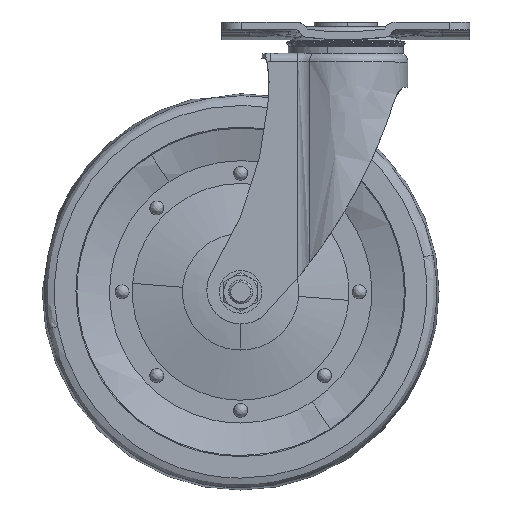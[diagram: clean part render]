
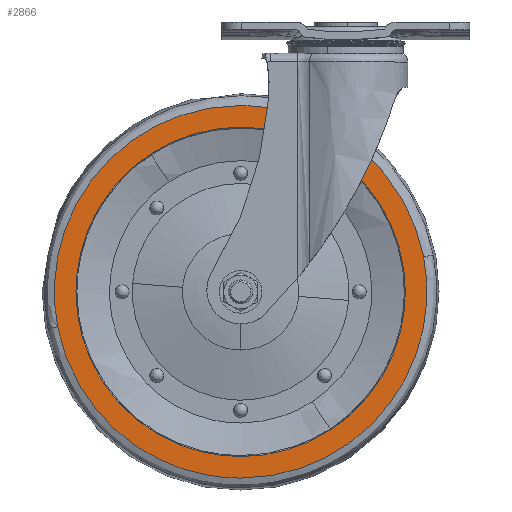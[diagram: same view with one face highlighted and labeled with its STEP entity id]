
A CAD part, front view. The second image highlights one B-rep face of the part: STEP entity #2866.
In plain terms, the highlighted free-form (B-spline) face has degree [1, 1] with [2, 2] control points.
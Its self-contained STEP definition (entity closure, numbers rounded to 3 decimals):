
#2141=CARTESIAN_POINT('',(30.,-16.0,-135.729));
#2142=VERTEX_POINT('',#2141);
#2156=CARTESIAN_POINT('',(-53.0,-16.0,-52.729));
#2157=VERTEX_POINT('',#2156);
#2158=CARTESIAN_POINT('',(30.,-16.0,-135.729));
#2159=CARTESIAN_POINT('',(30.,-16.,-52.729));
#2160=CARTESIAN_POINT('',(-53.0,-16.0,-52.729));
#2168=(BOUNDED_CURVE()B_SPLINE_CURVE(2,(#2158,#2159,#2160),.UNSPECIFIED.,.F.,.U.)B_SPLINE_CURVE_WITH_KNOTS((3,3),(0.25,0.5),.UNSPECIFIED.)CURVE()GEOMETRIC_REPRESENTATION_ITEM()RATIONAL_B_SPLINE_CURVE((1.0,0.707,1.0))REPRESENTATION_ITEM(''));
#2169=EDGE_CURVE('',#2142,#2157,#2168,.T.);
#2171=CARTESIAN_POINT('',(-136.,-16.0,-135.729));
#2172=VERTEX_POINT('',#2171);
#2173=CARTESIAN_POINT('',(-53.0,-16.0,-52.729));
#2174=CARTESIAN_POINT('',(-136.,-16.,-52.729));
#2175=CARTESIAN_POINT('',(-136.,-16.,-135.729));
#2183=(BOUNDED_CURVE()B_SPLINE_CURVE(2,(#2173,#2174,#2175),.UNSPECIFIED.,.F.,.U.)B_SPLINE_CURVE_WITH_KNOTS((3,3),(0.5,0.75),.UNSPECIFIED.)CURVE()GEOMETRIC_REPRESENTATION_ITEM()RATIONAL_B_SPLINE_CURVE((1.0,0.707,1.0))REPRESENTATION_ITEM(''));
#2184=EDGE_CURVE('',#2157,#2172,#2183,.T.);
#2237=CARTESIAN_POINT('',(-53.0,-16.0,-218.729));
#2238=VERTEX_POINT('',#2237);
#2239=CARTESIAN_POINT('',(-136.,-16.,-135.729));
#2240=CARTESIAN_POINT('',(-136.,-16.,-218.729));
#2241=CARTESIAN_POINT('',(-53.0,-16.0,-218.729));
#2249=(BOUNDED_CURVE()B_SPLINE_CURVE(2,(#2239,#2240,#2241),.UNSPECIFIED.,.F.,.U.)B_SPLINE_CURVE_WITH_KNOTS((3,3),(0.75,1.0),.UNSPECIFIED.)CURVE()GEOMETRIC_REPRESENTATION_ITEM()RATIONAL_B_SPLINE_CURVE((1.,0.707,1.0))REPRESENTATION_ITEM(''));
#2250=EDGE_CURVE('',#2172,#2238,#2249,.T.);
#2252=CARTESIAN_POINT('',(-53.0,-16.0,-218.729));
#2253=CARTESIAN_POINT('',(30.,-16.,-218.729));
#2254=CARTESIAN_POINT('',(30.,-16.,-135.729));
#2262=(BOUNDED_CURVE()B_SPLINE_CURVE(2,(#2252,#2253,#2254),.UNSPECIFIED.,.F.,.U.)B_SPLINE_CURVE_WITH_KNOTS((3,3),(0.0,0.25),.UNSPECIFIED.)CURVE()GEOMETRIC_REPRESENTATION_ITEM()RATIONAL_B_SPLINE_CURVE((1.0,0.707,1.))REPRESENTATION_ITEM(''));
#2263=EDGE_CURVE('',#2238,#2142,#2262,.T.);
#2789=CARTESIAN_POINT('',(-156.26,-16.0,-32.461));
#2790=CARTESIAN_POINT('',(-156.26,-16.0,-238.998));
#2791=CARTESIAN_POINT('',(50.26,-16.0,-32.461));
#2792=CARTESIAN_POINT('',(50.26,-16.0,-238.998));
#2793=B_SPLINE_SURFACE_WITH_KNOTS('',1,1,((#2789,#2791),(#2790,#2792)),.UNSPECIFIED.,.F.,.F.,.U.,(2,2),(2,2),(0.0,206.537),(0.0,206.52),.UNSPECIFIED.);
#2794=CARTESIAN_POINT('',(-53.0,-16.,-229.618));
#2795=VERTEX_POINT('',#2794);
#2796=CARTESIAN_POINT('',(39.226,-16.,-118.136));
#2797=VERTEX_POINT('',#2796);
#2798=CARTESIAN_POINT('',(-53.0,-16.,-229.618));
#2799=CARTESIAN_POINT('',(40.889,-16.,-229.618));
#2800=CARTESIAN_POINT('',(40.889,-16.,-135.729));
#2801=CARTESIAN_POINT('',(40.889,-16.,-126.854));
#2802=CARTESIAN_POINT('',(39.226,-16.,-118.136));
#2810=(BOUNDED_CURVE()B_SPLINE_CURVE(2,(#2798,#2799,#2800,#2801,#2802),.UNSPECIFIED.,.F.,.U.)B_SPLINE_CURVE_WITH_KNOTS((3,2,3),(0.0,0.25,0.282),.UNSPECIFIED.)CURVE()GEOMETRIC_REPRESENTATION_ITEM()RATIONAL_B_SPLINE_CURVE((1.0,0.707,1.0,0.962,0.934))REPRESENTATION_ITEM(''));
#2811=EDGE_CURVE('',#2795,#2797,#2810,.T.);
#2812=ORIENTED_EDGE('',*,*,#2811,.T.);
#2813=CARTESIAN_POINT('',(-53.0,-16.0,-41.84));
#2814=VERTEX_POINT('',#2813);
#2815=CARTESIAN_POINT('',(39.226,-16.,-118.136));
#2816=CARTESIAN_POINT('',(24.672,-16.,-41.84));
#2817=CARTESIAN_POINT('',(-53.0,-16.0,-41.84));
#2825=(BOUNDED_CURVE()B_SPLINE_CURVE(2,(#2815,#2816,#2817),.UNSPECIFIED.,.F.,.U.)B_SPLINE_CURVE_WITH_KNOTS((3,3),(0.282,0.5),.UNSPECIFIED.)CURVE()GEOMETRIC_REPRESENTATION_ITEM()RATIONAL_B_SPLINE_CURVE((0.934,0.745,1.0))REPRESENTATION_ITEM(''));
#2826=EDGE_CURVE('',#2797,#2814,#2825,.T.);
#2827=ORIENTED_EDGE('',*,*,#2826,.T.);
#2828=CARTESIAN_POINT('',(-145.226,-16.,-153.322));
#2829=VERTEX_POINT('',#2828);
#2830=CARTESIAN_POINT('',(-53.0,-16.0,-41.84));
#2831=CARTESIAN_POINT('',(-146.889,-16.,-41.84));
#2832=CARTESIAN_POINT('',(-146.889,-16.,-135.729));
#2833=CARTESIAN_POINT('',(-146.889,-16.,-144.604));
#2834=CARTESIAN_POINT('',(-145.226,-16.,-153.322));
#2842=(BOUNDED_CURVE()B_SPLINE_CURVE(2,(#2830,#2831,#2832,#2833,#2834),.UNSPECIFIED.,.F.,.U.)B_SPLINE_CURVE_WITH_KNOTS((3,2,3),(0.5,0.75,0.782),.UNSPECIFIED.)CURVE()GEOMETRIC_REPRESENTATION_ITEM()RATIONAL_B_SPLINE_CURVE((1.0,0.707,1.0,0.962,0.934))REPRESENTATION_ITEM(''));
#2843=EDGE_CURVE('',#2814,#2829,#2842,.T.);
#2844=ORIENTED_EDGE('',*,*,#2843,.T.);
#2845=CARTESIAN_POINT('',(-145.226,-16.,-153.322));
#2846=CARTESIAN_POINT('',(-130.672,-16.,-229.618));
#2847=CARTESIAN_POINT('',(-53.0,-16.,-229.618));
#2855=(BOUNDED_CURVE()B_SPLINE_CURVE(2,(#2845,#2846,#2847),.UNSPECIFIED.,.F.,.U.)B_SPLINE_CURVE_WITH_KNOTS((3,3),(0.782,1.0),.UNSPECIFIED.)CURVE()GEOMETRIC_REPRESENTATION_ITEM()RATIONAL_B_SPLINE_CURVE((0.934,0.745,1.0))REPRESENTATION_ITEM(''));
#2856=EDGE_CURVE('',#2829,#2795,#2855,.T.);
#2857=ORIENTED_EDGE('',*,*,#2856,.T.);
#2858=EDGE_LOOP('',(#2812,#2827,#2844,#2857));
#2859=FACE_OUTER_BOUND('',#2858,.T.);
#2860=ORIENTED_EDGE('',*,*,#2184,.F.);
#2861=ORIENTED_EDGE('',*,*,#2169,.F.);
#2862=ORIENTED_EDGE('',*,*,#2263,.F.);
#2863=ORIENTED_EDGE('',*,*,#2250,.F.);
#2864=EDGE_LOOP('',(#2860,#2861,#2862,#2863));
#2865=FACE_BOUND('',#2864,.T.);
#2866=ADVANCED_FACE('',(#2859,#2865),#2793,.T.);
